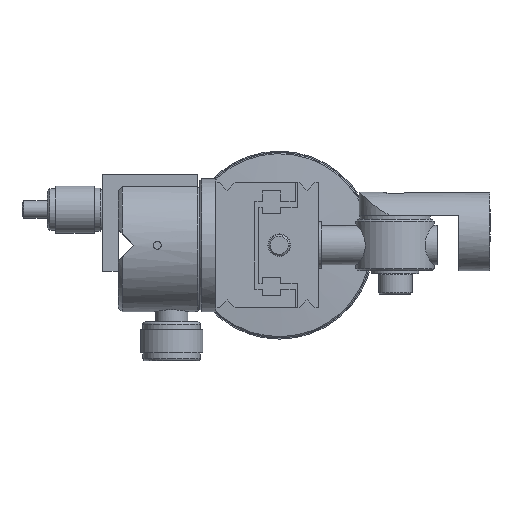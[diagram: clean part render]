
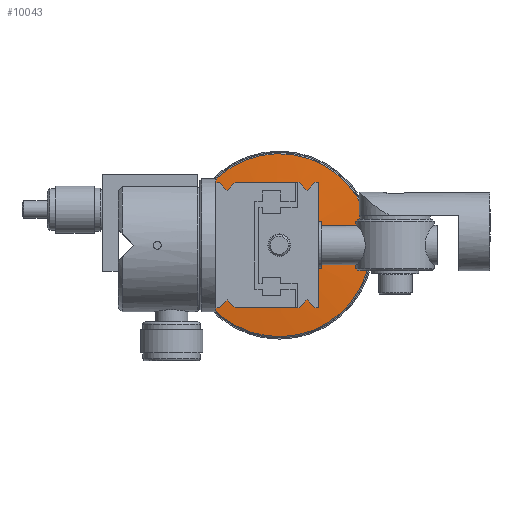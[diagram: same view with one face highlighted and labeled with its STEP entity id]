
A CAD part, left-side view. The second image highlights one B-rep face of the part: STEP entity #10043.
In plain terms, the highlighted conical face has half-angle 86.003 degrees and reference radius 18.542 mm.
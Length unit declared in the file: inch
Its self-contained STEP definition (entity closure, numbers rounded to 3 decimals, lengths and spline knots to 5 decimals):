
#290 = DIRECTION ( 'NONE',  ( 1., 0., 0. ) ) ;
#1737 = VERTEX_POINT ( 'NONE', #10385 ) ;
#1823 = ORIENTED_EDGE ( 'NONE', *, *, #3322, .T. ) ;
#2245 = CIRCLE ( 'NONE', #11823, 0.1575 ) ;
#3322 = EDGE_CURVE ( 'NONE', #1737, #1737, #2245, .T. ) ;
#3882 = DIRECTION ( 'NONE',  ( -1., 0., 0. ) ) ;
#5373 = CONICAL_SURFACE ( 'NONE', #6684, 0.73, 1.501 ) ;
#6598 = CIRCLE ( 'NONE', #10540, 0.73 ) ;
#6684 = AXIS2_PLACEMENT_3D ( 'NONE', #13753, #8059, #12331 ) ;
#7925 = CARTESIAN_POINT ( 'NONE',  ( 0.572, 0.31, -0.304 ) ) ;
#8059 = DIRECTION ( 'NONE',  ( 1., 0., 0. ) ) ;
#8682 = EDGE_LOOP ( 'NONE', ( #1823 ) ) ;
#9345 = DIRECTION ( 'NONE',  ( 0., 0.619, -0.785 ) ) ;
#9566 = ORIENTED_EDGE ( 'NONE', *, *, #12933, .T. ) ;
#10043 = ADVANCED_FACE ( 'NONE', ( #11792, #14973 ), #5373, .T. ) ;
#10385 = CARTESIAN_POINT ( 'NONE',  ( 0.572, 0.40748, -0.42771 ) ) ;
#10540 = AXIS2_PLACEMENT_3D ( 'NONE', #12035, #3882, #13454 ) ;
#10818 = CARTESIAN_POINT ( 'NONE',  ( 0.612, 0.76183, -0.87737 ) ) ;
#11792 = FACE_OUTER_BOUND ( 'NONE', #14635, .T. ) ;
#11823 = AXIS2_PLACEMENT_3D ( 'NONE', #7925, #290, #9345 ) ;
#12035 = CARTESIAN_POINT ( 'NONE',  ( 0.612, 0.31, -0.304 ) ) ;
#12331 = DIRECTION ( 'NONE',  ( 0., -0.785, -0.619 ) ) ;
#12933 = EDGE_CURVE ( 'NONE', #14707, #14707, #6598, .T. ) ;
#13454 = DIRECTION ( 'NONE',  ( 0., 0.619, -0.785 ) ) ;
#13753 = CARTESIAN_POINT ( 'NONE',  ( 0.612, 0.31, -0.304 ) ) ;
#14635 = EDGE_LOOP ( 'NONE', ( #9566 ) ) ;
#14707 = VERTEX_POINT ( 'NONE', #10818 ) ;
#14973 = FACE_BOUND ( 'NONE', #8682, .T. ) ;
